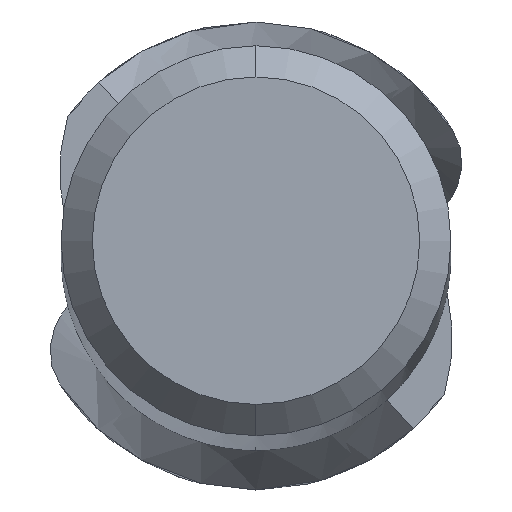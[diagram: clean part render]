
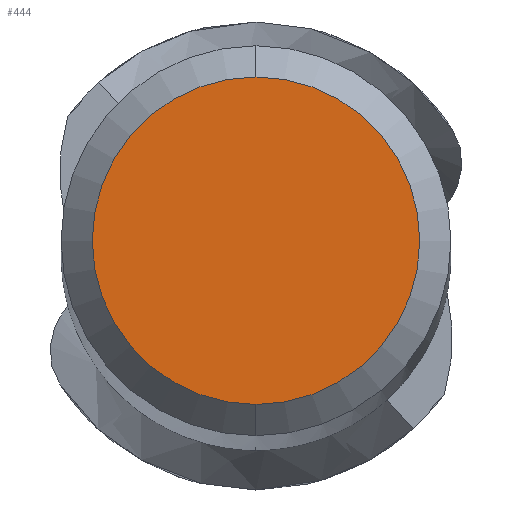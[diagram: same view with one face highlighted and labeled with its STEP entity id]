
A CAD part, top view. The second image highlights one B-rep face of the part: STEP entity #444.
In plain terms, the highlighted planar face has unit normal (0, 0, 1).
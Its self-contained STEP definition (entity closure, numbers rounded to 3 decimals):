
#444=ADVANCED_FACE('',(#1103),#1104,.T.);
#524=EDGE_CURVE('',#960,#798,#1192,.T.);
#564=EDGE_CURVE('',#798,#960,#1232,.T.);
#798=VERTEX_POINT('',#1482);
#960=VERTEX_POINT('',#1664);
#1103=FACE_OUTER_BOUND('',#2270,.T.);
#1104=PLANE('',#2271);
#1192=CIRCLE('',#2700,2.1);
#1232=CIRCLE('',#2811,2.1);
#1482=CARTESIAN_POINT('',(0.,-2.1,0.0));
#1664=CARTESIAN_POINT('',(0.0,2.1,0.0));
#2270=EDGE_LOOP('',(#5183,#5184));
#2271=AXIS2_PLACEMENT_3D('',#5185,#5186,#5187);
#2700=AXIS2_PLACEMENT_3D('',#5306,#5307,#5308);
#2811=AXIS2_PLACEMENT_3D('',#5331,#5332,#5333);
#5183=ORIENTED_EDGE('',*,*,#524,.F.);
#5184=ORIENTED_EDGE('',*,*,#564,.F.);
#5185=CARTESIAN_POINT('',(0.0,1.05,0.0));
#5186=DIRECTION('',(-0.0,0.0,1.0));
#5187=DIRECTION('',(0.0,-1.0,0.0));
#5306=CARTESIAN_POINT('',(0.0,0.0,0.0));
#5307=DIRECTION('',(0.0,0.0,-1.0));
#5308=DIRECTION('',(0.0,1.0,0.0));
#5331=CARTESIAN_POINT('',(0.0,0.0,0.0));
#5332=DIRECTION('',(0.0,0.0,-1.0));
#5333=DIRECTION('',(0.0,1.0,0.0));
